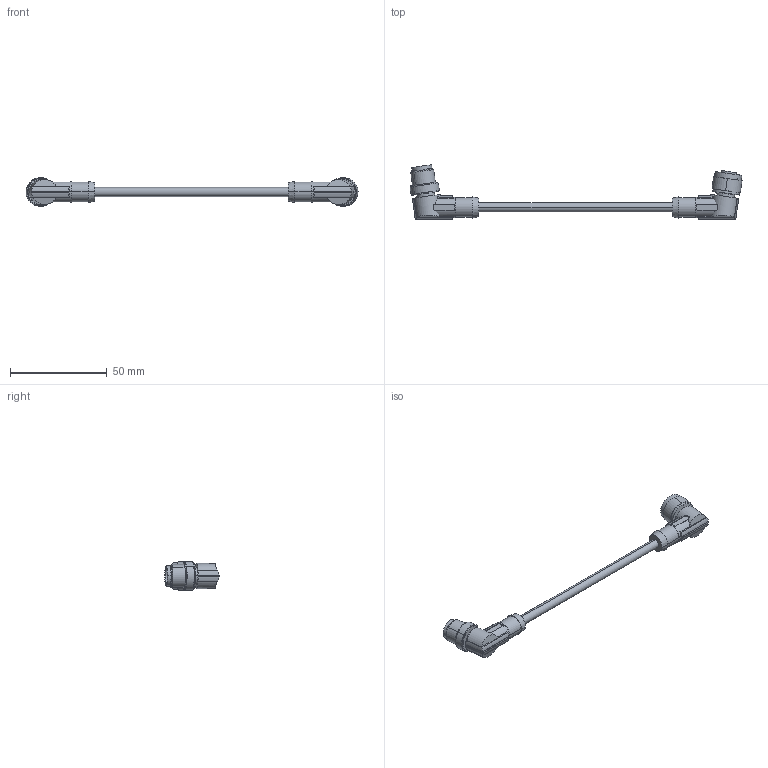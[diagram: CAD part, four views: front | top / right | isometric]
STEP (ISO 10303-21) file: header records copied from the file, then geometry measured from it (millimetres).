
FILE_DESCRIPTION(('SolidDesigner STEP Export'),'2;1');
FILE_NAME('1415646_SAC_4P_M12MR_0.3_PVC_M12FR_3L-select.stp','2015-02-02T13:14:32',(''),(''),'Creo Elements/Direct Modeling STEP processor for AP214 (Solid Model)','Creo Elements/Direct Modeling 18.1B 29-Sep-2012 (C) Parametric Technology GmbH','');
FILE_SCHEMA(('AUTOMOTIVE_DESIGN { 1 0 10303 214 1 1 1 1 }'));
Length unit declared in the file: millimetre
Products named in the file (2): 1415646_SAC_4P_M12MR_0.3_PVC_M12FR_3L-select
Assembly tree (1 placements, depth 2):
  1415646_SAC_4P_M12MR_0.3_PVC_M12FR_3L-select
    1415646_SAC_4P_M12MR_0.3_PVC_M12FR_3L-select
Bounding box: 171.84 x 28.16 x 14.79 mm (x, y, z)
Volume: 11172.8 mm3; surface area: 6820 mm2
Topology: 1 solids, 1 shells, 226 faces, 592 edges, 394 vertices
Faces by surface type: cylinder 97, plane 91, cone 38
Entity records: 10903 total; most frequent: CARTESIAN_POINT 3672, ORIENTED_EDGE 1184, DIRECTION 1012, EDGE_CURVE 592, VERTEX_POINT 394, AXIS2_PLACEMENT_3D 368, VECTOR 276, LINE 276
